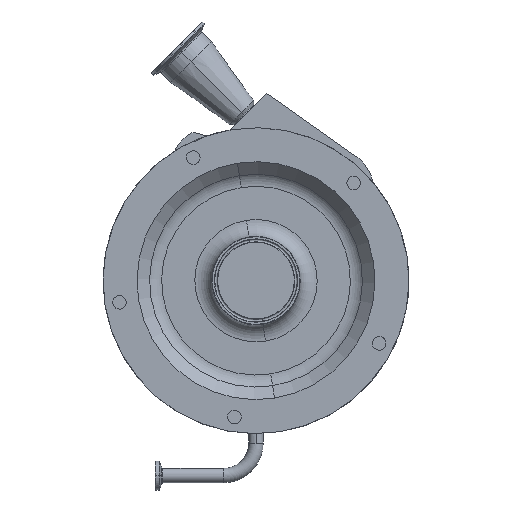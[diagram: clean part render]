
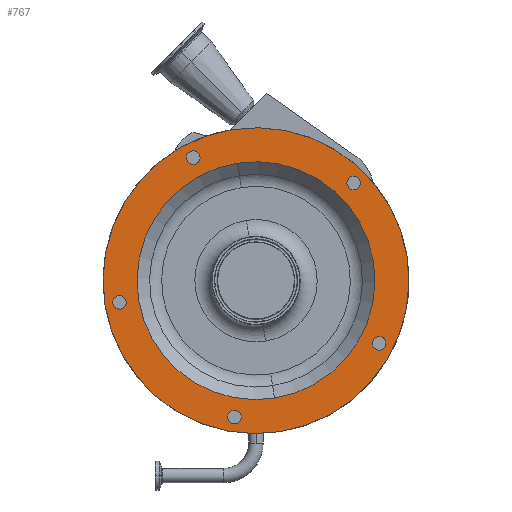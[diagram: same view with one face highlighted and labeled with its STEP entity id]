
A CAD part, top view. The second image highlights one B-rep face of the part: STEP entity #767.
In plain terms, the highlighted planar face has unit normal (0, 0, 1).
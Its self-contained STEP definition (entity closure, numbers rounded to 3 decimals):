
#50 = CARTESIAN_POINT ( 'NONE',  ( 0., 0., 212.5 ) ) ;
#196 = CARTESIAN_POINT ( 'NONE',  ( -55.387, 108.703, 212.5 ) ) ;
#497 = CARTESIAN_POINT ( 'NONE',  ( 0., 0., 212.5 ) ) ;
#550 = CARTESIAN_POINT ( 'NONE',  ( 111.427, -50.041, 212.5 ) ) ;
#578 = FACE_BOUND ( 'NONE', #7600, .T. ) ;
#620 = DIRECTION ( 'NONE',  ( 0.707, -0.707, 0. ) ) ;
#767 = ADVANCED_FACE ( 'NONE', ( #17798, #7605, #4787, #578, #12102, #15912, #6292 ), #13508, .F. ) ;
#1080 = CARTESIAN_POINT ( 'NONE',  ( 16.426, -103.707, 212.5 ) ) ;
#1099 = DIRECTION ( 'NONE',  ( -0.454, -0.891, 0. ) ) ;
#1109 = AXIS2_PLACEMENT_3D ( 'NONE', #3189, #4509, #3389 ) ;
#1142 = CARTESIAN_POINT ( 'NONE',  ( -50.041, 111.427, 212.5 ) ) ;
#1154 = ORIENTED_EDGE ( 'NONE', *, *, #4323, .F. ) ;
#1433 = ORIENTED_EDGE ( 'NONE', *, *, #15246, .F. ) ;
#1632 = CARTESIAN_POINT ( 'NONE',  ( -60.733, 105.979, 212.5 ) ) ;
#1673 = EDGE_CURVE ( 'NONE', #12344, #12539, #15267, .T. ) ;
#1736 = EDGE_CURVE ( 'NONE', #7376, #6931, #18253, .T. ) ;
#2074 = DIRECTION ( 'NONE',  ( 0., 0., -1. ) ) ;
#2086 = CARTESIAN_POINT ( 'NONE',  ( 108.703, -55.387, 212.5 ) ) ;
#2132 = ORIENTED_EDGE ( 'NONE', *, *, #4259, .F. ) ;
#2490 = EDGE_CURVE ( 'NONE', #4669, #16669, #14544, .T. ) ;
#2695 = VERTEX_POINT ( 'NONE', #1632 ) ;
#2811 = EDGE_CURVE ( 'NONE', #12539, #12344, #11546, .T. ) ;
#2862 = ORIENTED_EDGE ( 'NONE', *, *, #3170, .F. ) ;
#3078 = ORIENTED_EDGE ( 'NONE', *, *, #6391, .F. ) ;
#3090 = CARTESIAN_POINT ( 'NONE',  ( -38.52, -6.101, 212.5 ) ) ;
#3106 = DIRECTION ( 'NONE',  ( 0., 0., 1. ) ) ;
#3170 = EDGE_CURVE ( 'NONE', #2695, #7039, #9197, .T. ) ;
#3189 = CARTESIAN_POINT ( 'NONE',  ( -120.498, -19.085, 212.5 ) ) ;
#3330 = VERTEX_POINT ( 'NONE', #15729 ) ;
#3389 = DIRECTION ( 'NONE',  ( -0.156, 0.988, 0. ) ) ;
#3412 = CARTESIAN_POINT ( 'NONE',  ( 90.51, 82.024, 212.5 ) ) ;
#3483 = AXIS2_PLACEMENT_3D ( 'NONE', #13544, #5012, #4924 ) ;
#3619 = ORIENTED_EDGE ( 'NONE', *, *, #2811, .F. ) ;
#3714 = DIRECTION ( 'NONE',  ( 0., 0., 1. ) ) ;
#3856 = CIRCLE ( 'NONE', #12810, 6. ) ;
#4259 = EDGE_CURVE ( 'NONE', #8082, #6502, #14926, .T. ) ;
#4280 = DIRECTION ( 'NONE',  ( -0.156, 0.988, 0. ) ) ;
#4323 = EDGE_CURVE ( 'NONE', #6931, #7376, #3856, .T. ) ;
#4366 = DIRECTION ( 'NONE',  ( 0., 0., 1. ) ) ;
#4509 = DIRECTION ( 'NONE',  ( 0., 0., 1. ) ) ;
#4669 = VERTEX_POINT ( 'NONE', #14151 ) ;
#4670 = EDGE_LOOP ( 'NONE', ( #16458, #2862 ) ) ;
#4690 = DIRECTION ( 'NONE',  ( -0.156, 0.988, 0. ) ) ;
#4709 = DIRECTION ( 'NONE',  ( 0., 0., 1. ) ) ;
#4733 = CARTESIAN_POINT ( 'NONE',  ( 86.267, 86.267, 212.5 ) ) ;
#4743 = CARTESIAN_POINT ( 'NONE',  ( -16.426, 103.707, 212.5 ) ) ;
#4746 = EDGE_CURVE ( 'NONE', #10297, #15348, #16998, .T. ) ;
#4787 = FACE_BOUND ( 'NONE', #10342, .T. ) ;
#4794 = ORIENTED_EDGE ( 'NONE', *, *, #18049, .F. ) ;
#4814 = AXIS2_PLACEMENT_3D ( 'NONE', #11825, #13027, #11533 ) ;
#4924 = DIRECTION ( 'NONE',  ( -0.988, 0.156, 0. ) ) ;
#5012 = DIRECTION ( 'NONE',  ( 0., 0., 1. ) ) ;
#5021 = DIRECTION ( 'NONE',  ( 0., 0., 1. ) ) ;
#5230 = ORIENTED_EDGE ( 'NONE', *, *, #2490, .F. ) ;
#5320 = DIRECTION ( 'NONE',  ( 0., 0., 1. ) ) ;
#5346 = CARTESIAN_POINT ( 'NONE',  ( 21.119, -133.338, 212.5 ) ) ;
#5357 = ORIENTED_EDGE ( 'NONE', *, *, #1736, .F. ) ;
#5459 = ORIENTED_EDGE ( 'NONE', *, *, #1673, .F. ) ;
#5519 = EDGE_LOOP ( 'NONE', ( #10774, #1433 ) ) ;
#5562 = CARTESIAN_POINT ( 'NONE',  ( -120.498, -19.085, 212.5 ) ) ;
#5584 = AXIS2_PLACEMENT_3D ( 'NONE', #196, #3106, #13328 ) ;
#5628 = EDGE_CURVE ( 'NONE', #15348, #10297, #12567, .T. ) ;
#5673 = CARTESIAN_POINT ( 'NONE',  ( 86.267, 86.267, 212.5 ) ) ;
#6292 = FACE_BOUND ( 'NONE', #14860, .T. ) ;
#6391 = EDGE_CURVE ( 'NONE', #16669, #4669, #15964, .T. ) ;
#6502 = VERTEX_POINT ( 'NONE', #4743 ) ;
#6700 = DIRECTION ( 'NONE',  ( -0.156, 0.988, 0. ) ) ;
#6803 = CARTESIAN_POINT ( 'NONE',  ( -25.011, -119.559, 212.5 ) ) ;
#6821 = CARTESIAN_POINT ( 'NONE',  ( -19.085, -120.498, 212.5 ) ) ;
#6931 = VERTEX_POINT ( 'NONE', #3412 ) ;
#7039 = VERTEX_POINT ( 'NONE', #1142 ) ;
#7070 = DIRECTION ( 'NONE',  ( 0.707, -0.707, 0. ) ) ;
#7376 = VERTEX_POINT ( 'NONE', #11916 ) ;
#7404 = EDGE_CURVE ( 'NONE', #10338, #3330, #8300, .T. ) ;
#7419 = DIRECTION ( 'NONE',  ( -0.156, 0.988, 0. ) ) ;
#7600 = EDGE_LOOP ( 'NONE', ( #5230, #3078 ) ) ;
#7605 = FACE_BOUND ( 'NONE', #4670, .T. ) ;
#7894 = AXIS2_PLACEMENT_3D ( 'NONE', #3090, #2074, #9014 ) ;
#8037 = EDGE_LOOP ( 'NONE', ( #10594, #12654 ) ) ;
#8082 = VERTEX_POINT ( 'NONE', #1080 ) ;
#8223 = AXIS2_PLACEMENT_3D ( 'NONE', #13940, #5320, #1099 ) ;
#8300 = CIRCLE ( 'NONE', #1109, 6. ) ;
#8478 = DIRECTION ( 'NONE',  ( 0., 0., 1. ) ) ;
#8855 = CARTESIAN_POINT ( 'NONE',  ( -13.159, -121.437, 212.5 ) ) ;
#8956 = AXIS2_PLACEMENT_3D ( 'NONE', #11905, #11811, #4690 ) ;
#9014 = DIRECTION ( 'NONE',  ( -1., 0., 0. ) ) ;
#9197 = CIRCLE ( 'NONE', #5584, 6. ) ;
#9310 = AXIS2_PLACEMENT_3D ( 'NONE', #6821, #12527, #10745 ) ;
#9975 = DIRECTION ( 'NONE',  ( -0.156, 0.988, 0. ) ) ;
#9992 = DIRECTION ( 'NONE',  ( 0., 0., 1. ) ) ;
#10116 = AXIS2_PLACEMENT_3D ( 'NONE', #50, #4366, #4280 ) ;
#10203 = AXIS2_PLACEMENT_3D ( 'NONE', #4733, #5021, #620 ) ;
#10209 = CIRCLE ( 'NONE', #4814, 6. ) ;
#10297 = VERTEX_POINT ( 'NONE', #16574 ) ;
#10338 = VERTEX_POINT ( 'NONE', #17886 ) ;
#10342 = EDGE_LOOP ( 'NONE', ( #1154, #5357 ) ) ;
#10594 = ORIENTED_EDGE ( 'NONE', *, *, #4746, .T. ) ;
#10745 = DIRECTION ( 'NONE',  ( -0.988, 0.156, 0. ) ) ;
#10774 = ORIENTED_EDGE ( 'NONE', *, *, #7404, .F. ) ;
#10804 = AXIS2_PLACEMENT_3D ( 'NONE', #15214, #3714, #6700 ) ;
#11171 = CIRCLE ( 'NONE', #13571, 6. ) ;
#11533 = DIRECTION ( 'NONE',  ( 0.891, 0.454, 0. ) ) ;
#11546 = CIRCLE ( 'NONE', #3483, 6. ) ;
#11811 = DIRECTION ( 'NONE',  ( 0., 0., 1. ) ) ;
#11825 = CARTESIAN_POINT ( 'NONE',  ( -55.387, 108.703, 212.5 ) ) ;
#11905 = CARTESIAN_POINT ( 'NONE',  ( 0., 0., 212.5 ) ) ;
#11916 = CARTESIAN_POINT ( 'NONE',  ( 82.024, 90.51, 212.5 ) ) ;
#11921 = EDGE_CURVE ( 'NONE', #7039, #2695, #10209, .T. ) ;
#12102 = FACE_BOUND ( 'NONE', #15998, .T. ) ;
#12172 = AXIS2_PLACEMENT_3D ( 'NONE', #2086, #15007, #17617 ) ;
#12344 = VERTEX_POINT ( 'NONE', #6803 ) ;
#12527 = DIRECTION ( 'NONE',  ( 0., 0., 1. ) ) ;
#12539 = VERTEX_POINT ( 'NONE', #8855 ) ;
#12567 = CIRCLE ( 'NONE', #10804, 135. ) ;
#12654 = ORIENTED_EDGE ( 'NONE', *, *, #5628, .T. ) ;
#12810 = AXIS2_PLACEMENT_3D ( 'NONE', #5673, #9992, #7070 ) ;
#13027 = DIRECTION ( 'NONE',  ( 0., 0., 1. ) ) ;
#13328 = DIRECTION ( 'NONE',  ( 0.891, 0.454, 0. ) ) ;
#13508 = PLANE ( 'NONE',  #7894 ) ;
#13544 = CARTESIAN_POINT ( 'NONE',  ( -19.085, -120.498, 212.5 ) ) ;
#13571 = AXIS2_PLACEMENT_3D ( 'NONE', #5562, #8478, #9975 ) ;
#13940 = CARTESIAN_POINT ( 'NONE',  ( 108.703, -55.387, 212.5 ) ) ;
#14151 = CARTESIAN_POINT ( 'NONE',  ( 105.979, -60.733, 212.5 ) ) ;
#14544 = CIRCLE ( 'NONE', #12172, 6. ) ;
#14609 = AXIS2_PLACEMENT_3D ( 'NONE', #497, #4709, #7419 ) ;
#14860 = EDGE_LOOP ( 'NONE', ( #4794, #2132 ) ) ;
#14926 = CIRCLE ( 'NONE', #14609, 105. ) ;
#15007 = DIRECTION ( 'NONE',  ( 0., 0., 1. ) ) ;
#15188 = CIRCLE ( 'NONE', #10116, 105. ) ;
#15214 = CARTESIAN_POINT ( 'NONE',  ( 0., 0., 212.5 ) ) ;
#15246 = EDGE_CURVE ( 'NONE', #3330, #10338, #11171, .T. ) ;
#15267 = CIRCLE ( 'NONE', #9310, 6. ) ;
#15348 = VERTEX_POINT ( 'NONE', #5346 ) ;
#15729 = CARTESIAN_POINT ( 'NONE',  ( -119.559, -25.011, 212.5 ) ) ;
#15912 = FACE_BOUND ( 'NONE', #5519, .T. ) ;
#15964 = CIRCLE ( 'NONE', #8223, 6. ) ;
#15998 = EDGE_LOOP ( 'NONE', ( #5459, #3619 ) ) ;
#16458 = ORIENTED_EDGE ( 'NONE', *, *, #11921, .F. ) ;
#16574 = CARTESIAN_POINT ( 'NONE',  ( -21.119, 133.338, 212.5 ) ) ;
#16669 = VERTEX_POINT ( 'NONE', #550 ) ;
#16998 = CIRCLE ( 'NONE', #8956, 135. ) ;
#17617 = DIRECTION ( 'NONE',  ( -0.454, -0.891, 0. ) ) ;
#17798 = FACE_OUTER_BOUND ( 'NONE', #8037, .T. ) ;
#17886 = CARTESIAN_POINT ( 'NONE',  ( -121.437, -13.159, 212.5 ) ) ;
#18049 = EDGE_CURVE ( 'NONE', #6502, #8082, #15188, .T. ) ;
#18253 = CIRCLE ( 'NONE', #10203, 6. ) ;
